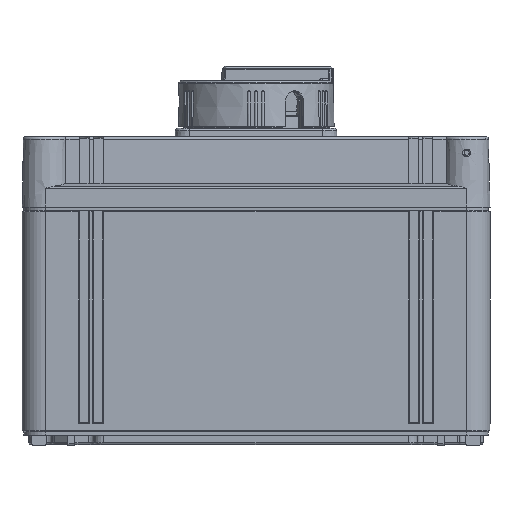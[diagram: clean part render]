
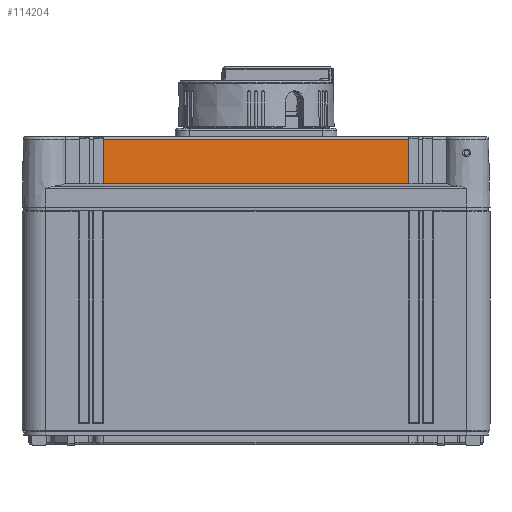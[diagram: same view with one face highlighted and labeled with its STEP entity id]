
A CAD part, front view. The second image highlights one B-rep face of the part: STEP entity #114204.
In plain terms, the highlighted planar face has unit normal (0, -0.999, 0.052).
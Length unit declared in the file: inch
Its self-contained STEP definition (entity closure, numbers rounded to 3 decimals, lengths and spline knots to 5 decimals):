
#2793 = DIRECTION ( 'NONE',  ( 0., 0.999, -0.052 ) ) ;
#10080 = CARTESIAN_POINT ( 'NONE',  ( 2.57268, -3.69487, 1.14379 ) ) ;
#18553 = LINE ( 'NONE', #149237, #67665 ) ;
#30027 = LINE ( 'NONE', #98793, #119751 ) ;
#31801 = ORIENTED_EDGE ( 'NONE', *, *, #40611, .T. ) ;
#36565 = EDGE_CURVE ( 'NONE', #85606, #89991, #39973, .T. ) ;
#39495 = CARTESIAN_POINT ( 'NONE',  ( -2.57268, -3.73397, 0.39764 ) ) ;
#39973 = LINE ( 'NONE', #93113, #142397 ) ;
#40611 = EDGE_CURVE ( 'NONE', #85606, #58750, #18553, .T. ) ;
#50458 = EDGE_CURVE ( 'NONE', #143574, #58750, #66864, .T. ) ;
#51228 = CARTESIAN_POINT ( 'NONE',  ( 2.57268, -3.69291, 1.1811 ) ) ;
#58750 = VERTEX_POINT ( 'NONE', #97712 ) ;
#65575 = VECTOR ( 'NONE', #170708, 39.37008 ) ;
#66864 = LINE ( 'NONE', #51228, #65575 ) ;
#67665 = VECTOR ( 'NONE', #162401, 39.37008 ) ;
#81459 = CARTESIAN_POINT ( 'NONE',  ( -2.57268, -3.69487, 1.14379 ) ) ;
#84632 = EDGE_CURVE ( 'NONE', #89991, #143574, #30027, .T. ) ;
#85606 = VERTEX_POINT ( 'NONE', #39495 ) ;
#89965 = FACE_OUTER_BOUND ( 'NONE', #106758, .T. ) ;
#89991 = VERTEX_POINT ( 'NONE', #81459 ) ;
#93113 = CARTESIAN_POINT ( 'NONE',  ( -2.57268, -3.69291, 1.1811 ) ) ;
#97712 = CARTESIAN_POINT ( 'NONE',  ( 2.57268, -3.73397, 0.39764 ) ) ;
#98793 = CARTESIAN_POINT ( 'NONE',  ( -3.32613, -3.69487, 1.14379 ) ) ;
#100833 = ORIENTED_EDGE ( 'NONE', *, *, #50458, .F. ) ;
#103494 = ORIENTED_EDGE ( 'NONE', *, *, #84632, .F. ) ;
#104221 = AXIS2_PLACEMENT_3D ( 'NONE', #147378, #2793, #133443 ) ;
#106758 = EDGE_LOOP ( 'NONE', ( #100833, #103494, #113929, #31801 ) ) ;
#113929 = ORIENTED_EDGE ( 'NONE', *, *, #36565, .F. ) ;
#114204 = ADVANCED_FACE ( 'NONE', ( #89965 ), #143150, .F. ) ;
#119751 = VECTOR ( 'NONE', #124941, 39.37008 ) ;
#124941 = DIRECTION ( 'NONE',  ( 1., 0., 0. ) ) ;
#133443 = DIRECTION ( 'NONE',  ( 0., 0.052, 0.999 ) ) ;
#142397 = VECTOR ( 'NONE', #146236, 39.37008 ) ;
#143150 = PLANE ( 'NONE',  #104221 ) ;
#143574 = VERTEX_POINT ( 'NONE', #10080 ) ;
#146236 = DIRECTION ( 'NONE',  ( 0., 0.052, 0.999 ) ) ;
#147378 = CARTESIAN_POINT ( 'NONE',  ( -3.32613, -3.69291, 1.1811 ) ) ;
#149237 = CARTESIAN_POINT ( 'NONE',  ( 3.6903, -3.73397, 0.39764 ) ) ;
#162401 = DIRECTION ( 'NONE',  ( 1., 0., 0. ) ) ;
#170708 = DIRECTION ( 'NONE',  ( 0., -0.052, -0.999 ) ) ;
